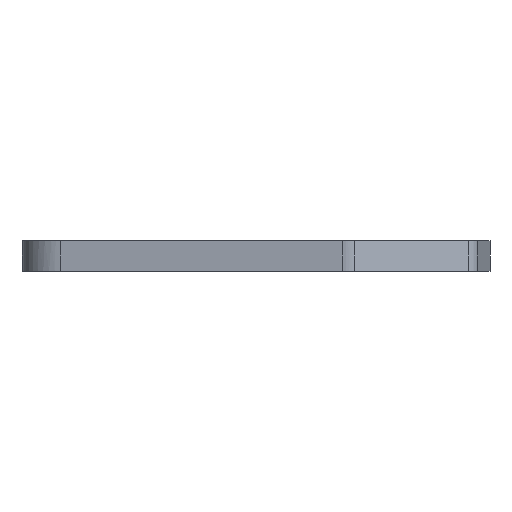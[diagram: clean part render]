
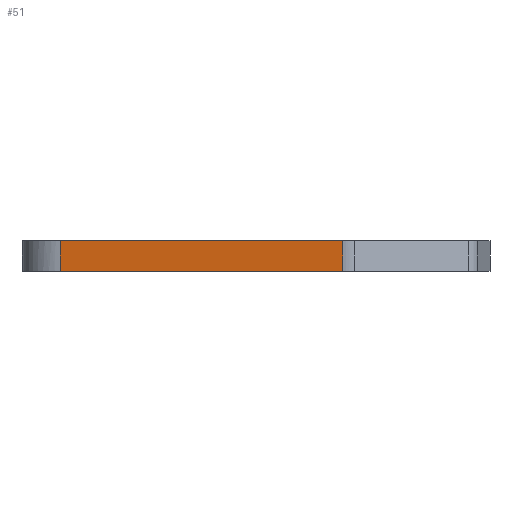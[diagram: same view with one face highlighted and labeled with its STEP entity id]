
A CAD part, left-side view. The second image highlights one B-rep face of the part: STEP entity #51.
In plain terms, the highlighted free-form (B-spline) face has degree [1, 1] with [2, 2] control points.
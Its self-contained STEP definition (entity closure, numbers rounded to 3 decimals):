
#40 = CARTESIAN_POINT ( 'NONE',  ( -200.35, -154.534, 0. ) ) ;
#51 = ADVANCED_FACE ( 'NONE', ( #420 ), #375, .T. ) ;
#64 = VERTEX_POINT ( 'NONE', #533 ) ;
#85 = B_SPLINE_CURVE_WITH_KNOTS ( 'NONE', 3,
 ( #313, #310, #300, #472 ),
 .UNSPECIFIED., .F., .F.,
 ( 4, 4 ),
 ( 0., 1. ),
 .UNSPECIFIED. ) ;
#89 = CARTESIAN_POINT ( 'NONE',  ( -200.35, -154.534, -20. ) ) ;
#105 = CARTESIAN_POINT ( 'NONE',  ( -200.35, -154.534, 0. ) ) ;
#125 = VERTEX_POINT ( 'NONE', #228 ) ;
#152 = EDGE_LOOP ( 'NONE', ( #267, #574, #238, #503 ) ) ;
#228 = CARTESIAN_POINT ( 'NONE',  ( -200.35, -154.534, 0. ) ) ;
#238 = ORIENTED_EDGE ( 'NONE', *, *, #546, .F. ) ;
#255 = CARTESIAN_POINT ( 'NONE',  ( -200.35, -154.534, -20. ) ) ;
#256 = CARTESIAN_POINT ( 'NONE',  ( -170.273, 32.76, 0. ) ) ;
#267 = ORIENTED_EDGE ( 'NONE', *, *, #385, .T. ) ;
#272 = B_SPLINE_CURVE_WITH_KNOTS ( 'NONE', 1,
 ( #524, #40 ),
 .UNSPECIFIED., .F., .F.,
 ( 2, 2 ),
 ( 0., 1. ),
 .UNSPECIFIED. ) ;
#300 = CARTESIAN_POINT ( 'NONE',  ( -190.324, -92.103, 0. ) ) ;
#310 = CARTESIAN_POINT ( 'NONE',  ( -180.298, -29.672, 0. ) ) ;
#311 = CARTESIAN_POINT ( 'NONE',  ( -170.273, 32.76, 0. ) ) ;
#313 = CARTESIAN_POINT ( 'NONE',  ( -170.273, 32.76, 0. ) ) ;
#341 = VERTEX_POINT ( 'NONE', #648 ) ;
#342 = CARTESIAN_POINT ( 'NONE',  ( -170.273, 32.76, -20. ) ) ;
#354 = CARTESIAN_POINT ( 'NONE',  ( -170.273, 32.76, -20. ) ) ;
#375 = B_SPLINE_SURFACE_WITH_KNOTS ( 'NONE', 1, 1, ( 
 ( #354, #311 ),
 ( #695, #105 ) ),
 .UNSPECIFIED., .F., .F., .F.,
 ( 2, 2 ),
 ( 2, 2 ),
 ( 0., 1. ),
 ( 0., 1. ),
 .UNSPECIFIED. ) ;
#378 = VERTEX_POINT ( 'NONE', #255 ) ;
#385 = EDGE_CURVE ( 'NONE', #341, #378, #622, .T. ) ;
#411 = CARTESIAN_POINT ( 'NONE',  ( -170.273, 32.76, -20. ) ) ;
#420 = FACE_OUTER_BOUND ( 'NONE', #152, .T. ) ;
#472 = CARTESIAN_POINT ( 'NONE',  ( -200.35, -154.534, 0. ) ) ;
#503 = ORIENTED_EDGE ( 'NONE', *, *, #664, .T. ) ;
#524 = CARTESIAN_POINT ( 'NONE',  ( -200.35, -154.534, -20. ) ) ;
#533 = CARTESIAN_POINT ( 'NONE',  ( -170.273, 32.76, 0. ) ) ;
#546 = EDGE_CURVE ( 'NONE', #64, #125, #85, .T. ) ;
#574 = ORIENTED_EDGE ( 'NONE', *, *, #651, .T. ) ;
#622 = B_SPLINE_CURVE_WITH_KNOTS ( 'NONE', 1,
 ( #342, #89 ),
 .UNSPECIFIED., .F., .F.,
 ( 2, 2 ),
 ( 0., 1. ),
 .UNSPECIFIED. ) ;
#648 = CARTESIAN_POINT ( 'NONE',  ( -170.273, 32.76, -20. ) ) ;
#651 = EDGE_CURVE ( 'NONE', #378, #125, #272, .T. ) ;
#664 = EDGE_CURVE ( 'NONE', #64, #341, #696, .T. ) ;
#695 = CARTESIAN_POINT ( 'NONE',  ( -200.35, -154.534, -20. ) ) ;
#696 = B_SPLINE_CURVE_WITH_KNOTS ( 'NONE', 1,
 ( #256, #411 ),
 .UNSPECIFIED., .F., .F.,
 ( 2, 2 ),
 ( 0., 1. ),
 .UNSPECIFIED. ) ;
